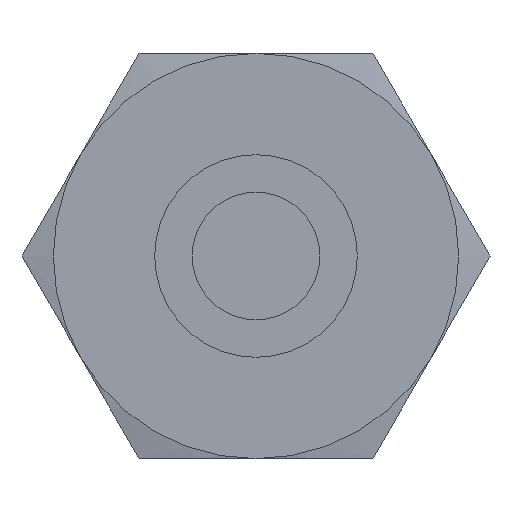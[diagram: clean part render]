
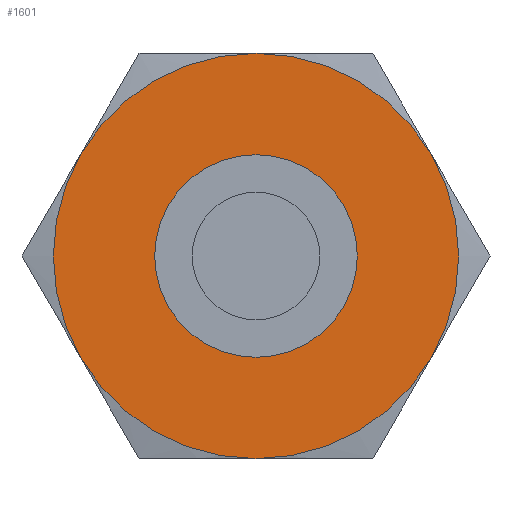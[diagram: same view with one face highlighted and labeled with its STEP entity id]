
A CAD part, front view. The second image highlights one B-rep face of the part: STEP entity #1601.
In plain terms, the highlighted planar face has unit normal (0, -1, 0).
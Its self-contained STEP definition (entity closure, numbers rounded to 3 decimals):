
#5 = DIRECTION ( 'NONE',  ( 0., 0., -1. ) ) ;
#10 = CARTESIAN_POINT ( 'NONE',  ( 0., 12.2, 0. ) ) ;
#33 = DIRECTION ( 'NONE',  ( 0., -1., 0. ) ) ;
#52 = AXIS2_PLACEMENT_3D ( 'NONE', #319, #1217, #5 ) ;
#53 = CARTESIAN_POINT ( 'NONE',  ( 0., 12.2, -6.35 ) ) ;
#70 = ORIENTED_EDGE ( 'NONE', *, *, #1390, .T. ) ;
#142 = DIRECTION ( 'NONE',  ( 0., 0., -1. ) ) ;
#173 = EDGE_CURVE ( 'NONE', #620, #818, #1495, .T. ) ;
#222 = AXIS2_PLACEMENT_3D ( 'NONE', #735, #1646, #861 ) ;
#246 = CARTESIAN_POINT ( 'NONE',  ( 5.499, 12.2, -3.175 ) ) ;
#252 = CARTESIAN_POINT ( 'NONE',  ( -5.499, 12.2, 3.175 ) ) ;
#258 = EDGE_LOOP ( 'NONE', ( #1113, #1397 ) ) ;
#319 = CARTESIAN_POINT ( 'NONE',  ( 0., 12.2, 0. ) ) ;
#327 = VERTEX_POINT ( 'NONE', #450 ) ;
#341 = EDGE_CURVE ( 'NONE', #327, #638, #718, .T. ) ;
#358 = AXIS2_PLACEMENT_3D ( 'NONE', #491, #1403, #613 ) ;
#426 = CARTESIAN_POINT ( 'NONE',  ( 0., 12.2, 0. ) ) ;
#450 = CARTESIAN_POINT ( 'NONE',  ( 0., 12.2, -3.175 ) ) ;
#491 = CARTESIAN_POINT ( 'NONE',  ( 0., 12.2, 0. ) ) ;
#511 = CIRCLE ( 'NONE', #789, 6.35 ) ;
#537 = DIRECTION ( 'NONE',  ( 0., -1., 0. ) ) ;
#538 = CIRCLE ( 'NONE', #222, 6.35 ) ;
#571 = DIRECTION ( 'NONE',  ( 0., -1., 0. ) ) ;
#576 = EDGE_CURVE ( 'NONE', #1286, #1663, #762, .T. ) ;
#593 = ORIENTED_EDGE ( 'NONE', *, *, #819, .T. ) ;
#613 = DIRECTION ( 'NONE',  ( 0., 0., -1. ) ) ;
#620 = VERTEX_POINT ( 'NONE', #1410 ) ;
#626 = FACE_BOUND ( 'NONE', #258, .T. ) ;
#638 = VERTEX_POINT ( 'NONE', #1103 ) ;
#666 = VERTEX_POINT ( 'NONE', #246 ) ;
#670 = DIRECTION ( 'NONE',  ( 0., 0., -1. ) ) ;
#680 = DIRECTION ( 'NONE',  ( 0., -1., 0. ) ) ;
#718 = CIRCLE ( 'NONE', #52, 3.175 ) ;
#735 = CARTESIAN_POINT ( 'NONE',  ( 0., 12.2, 0. ) ) ;
#745 = CARTESIAN_POINT ( 'NONE',  ( 0., 12.2, 0. ) ) ;
#762 = CIRCLE ( 'NONE', #358, 6.35 ) ;
#769 = AXIS2_PLACEMENT_3D ( 'NONE', #787, #33, #922 ) ;
#787 = CARTESIAN_POINT ( 'NONE',  ( 0., 12.2, 0. ) ) ;
#789 = AXIS2_PLACEMENT_3D ( 'NONE', #10, #897, #142 ) ;
#800 = CIRCLE ( 'NONE', #769, 6.35 ) ;
#818 = VERTEX_POINT ( 'NONE', #1175 ) ;
#819 = EDGE_CURVE ( 'NONE', #666, #620, #800, .T. ) ;
#861 = DIRECTION ( 'NONE',  ( 0., 0., -1. ) ) ;
#868 = EDGE_LOOP ( 'NONE', ( #909, #70, #593, #957, #1597, #1135 ) ) ;
#871 = DIRECTION ( 'NONE',  ( 0., 0., -1. ) ) ;
#897 = DIRECTION ( 'NONE',  ( 0., -1., 0. ) ) ;
#909 = ORIENTED_EDGE ( 'NONE', *, *, #1636, .T. ) ;
#922 = DIRECTION ( 'NONE',  ( 0., 0., -1. ) ) ;
#930 = AXIS2_PLACEMENT_3D ( 'NONE', #1469, #680, #1592 ) ;
#933 = AXIS2_PLACEMENT_3D ( 'NONE', #426, #537, #670 ) ;
#950 = EDGE_CURVE ( 'NONE', #638, #327, #1051, .T. ) ;
#957 = ORIENTED_EDGE ( 'NONE', *, *, #173, .T. ) ;
#1051 = CIRCLE ( 'NONE', #1292, 3.175 ) ;
#1103 = CARTESIAN_POINT ( 'NONE',  ( 0., 12.2, 3.175 ) ) ;
#1113 = ORIENTED_EDGE ( 'NONE', *, *, #341, .F. ) ;
#1114 = AXIS2_PLACEMENT_3D ( 'NONE', #1364, #571, #1494 ) ;
#1128 = EDGE_CURVE ( 'NONE', #818, #1286, #538, .T. ) ;
#1135 = ORIENTED_EDGE ( 'NONE', *, *, #576, .T. ) ;
#1175 = CARTESIAN_POINT ( 'NONE',  ( 0., 12.2, 6.35 ) ) ;
#1217 = DIRECTION ( 'NONE',  ( 0., -1., 0. ) ) ;
#1236 = CIRCLE ( 'NONE', #1114, 6.35 ) ;
#1286 = VERTEX_POINT ( 'NONE', #252 ) ;
#1292 = AXIS2_PLACEMENT_3D ( 'NONE', #745, #1655, #871 ) ;
#1364 = CARTESIAN_POINT ( 'NONE',  ( 0., 12.2, 0. ) ) ;
#1390 = EDGE_CURVE ( 'NONE', #1656, #666, #511, .T. ) ;
#1397 = ORIENTED_EDGE ( 'NONE', *, *, #950, .F. ) ;
#1403 = DIRECTION ( 'NONE',  ( 0., -1., 0. ) ) ;
#1410 = CARTESIAN_POINT ( 'NONE',  ( 5.499, 12.2, 3.175 ) ) ;
#1461 = PLANE ( 'NONE',  #933 ) ;
#1469 = CARTESIAN_POINT ( 'NONE',  ( 0., 12.2, 0. ) ) ;
#1494 = DIRECTION ( 'NONE',  ( 0., 0., -1. ) ) ;
#1495 = CIRCLE ( 'NONE', #930, 6.35 ) ;
#1499 = CARTESIAN_POINT ( 'NONE',  ( -5.499, 12.2, -3.175 ) ) ;
#1592 = DIRECTION ( 'NONE',  ( 0., 0., -1. ) ) ;
#1597 = ORIENTED_EDGE ( 'NONE', *, *, #1128, .T. ) ;
#1601 = ADVANCED_FACE ( 'NONE', ( #626, #1678 ), #1461, .T. ) ;
#1636 = EDGE_CURVE ( 'NONE', #1663, #1656, #1236, .T. ) ;
#1646 = DIRECTION ( 'NONE',  ( 0., -1., 0. ) ) ;
#1655 = DIRECTION ( 'NONE',  ( 0., -1., 0. ) ) ;
#1656 = VERTEX_POINT ( 'NONE', #53 ) ;
#1663 = VERTEX_POINT ( 'NONE', #1499 ) ;
#1678 = FACE_OUTER_BOUND ( 'NONE', #868, .T. ) ;
